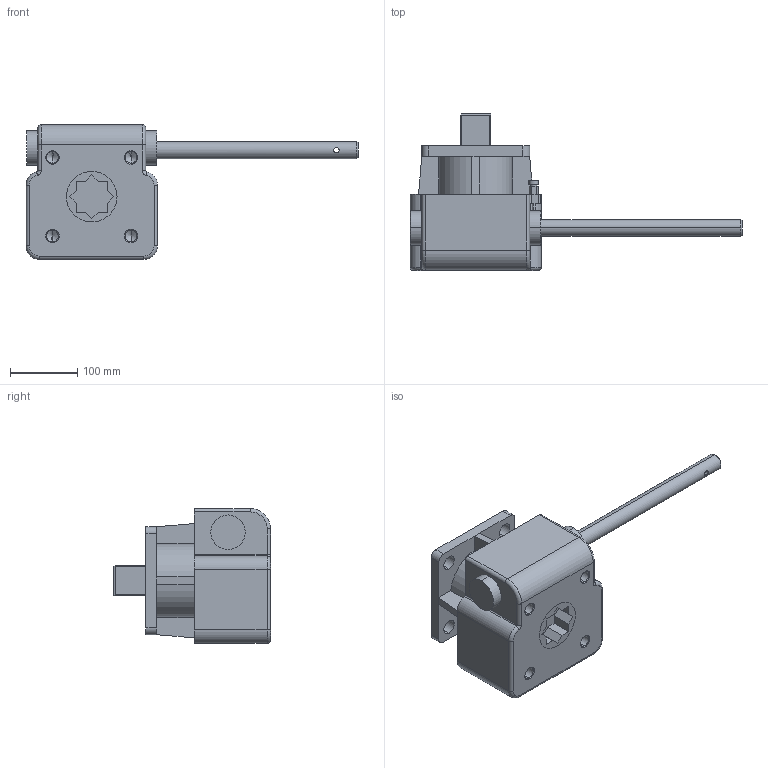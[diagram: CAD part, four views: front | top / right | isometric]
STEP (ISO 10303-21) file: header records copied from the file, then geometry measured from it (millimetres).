
FILE_DESCRIPTION (( 'STEP AP214' ), '1' );
FILE_NAME ('RSD-6.STEP', '2023-02-08T12:10:31', ( 'VEGAS' ), ( '' ), 'SwSTEP 2.0', 'SolidWorks 2021', '' );
FILE_SCHEMA (( 'AUTOMOTIVE_DESIGN' ));
Length unit declared in the file: millimetre
Products named in the file (1): RSD-6
Bounding box: 492.5 x 233.1 x 200 mm (x, y, z)
Volume: 5249760.3 mm3; surface area: 281388.3 mm2
Topology: 2 solids, 2 shells, 170 faces, 420 edges, 262 vertices
Faces by surface type: plane 80, cylinder 62, cone 20, torus 8
Entity records: 5790 total; most frequent: CARTESIAN_POINT 977, DIRECTION 892, ORIENTED_EDGE 824, EDGE_CURVE 412, AXIS2_PLACEMENT_3D 313, LINE 266, VECTOR 266, VERTEX_POINT 262
